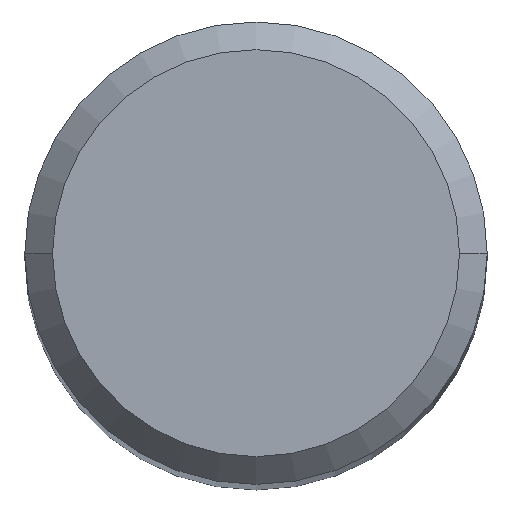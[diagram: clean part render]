
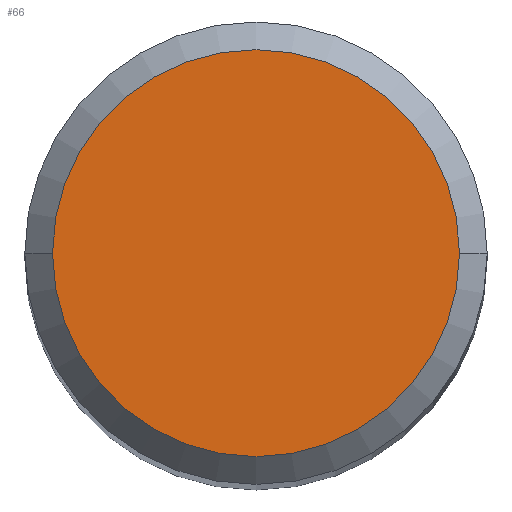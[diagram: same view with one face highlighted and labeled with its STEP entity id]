
A CAD part, top view. The second image highlights one B-rep face of the part: STEP entity #66.
In plain terms, the highlighted planar face has unit normal (0, 0, 1).
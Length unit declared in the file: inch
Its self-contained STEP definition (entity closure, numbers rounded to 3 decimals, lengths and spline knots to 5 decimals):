
#2 = AXIS2_PLACEMENT_3D ( 'NONE', #268, #136, #183 ) ;
#8 = VERTEX_POINT ( 'NONE', #187 ) ;
#12 = ORIENTED_EDGE ( 'NONE', *, *, #61, .T. ) ;
#17 = FACE_OUTER_BOUND ( 'NONE', #158, .T. ) ;
#54 = CARTESIAN_POINT ( 'NONE',  ( 0.11, 0., 2.5 ) ) ;
#57 = DIRECTION ( 'NONE',  ( 0., 0., 1. ) ) ;
#61 = EDGE_CURVE ( 'NONE', #282, #8, #155, .T. ) ;
#66 = ADVANCED_FACE ( 'NONE', ( #17 ), #234, .T. ) ;
#125 = EDGE_CURVE ( 'NONE', #8, #282, #214, .T. ) ;
#136 = DIRECTION ( 'NONE',  ( 0., 0., 1. ) ) ;
#139 = AXIS2_PLACEMENT_3D ( 'NONE', #172, #57, #318 ) ;
#155 = CIRCLE ( 'NONE', #2, 0.11 ) ;
#158 = EDGE_LOOP ( 'NONE', ( #231, #12 ) ) ;
#162 = DIRECTION ( 'NONE',  ( 1., 0., 0. ) ) ;
#172 = CARTESIAN_POINT ( 'NONE',  ( 0., 0., 2.5 ) ) ;
#183 = DIRECTION ( 'NONE',  ( 1., 0., 0. ) ) ;
#186 = AXIS2_PLACEMENT_3D ( 'NONE', #291, #314, #162 ) ;
#187 = CARTESIAN_POINT ( 'NONE',  ( -0.11, 0., 2.5 ) ) ;
#214 = CIRCLE ( 'NONE', #139, 0.11 ) ;
#231 = ORIENTED_EDGE ( 'NONE', *, *, #125, .T. ) ;
#234 = PLANE ( 'NONE',  #186 ) ;
#268 = CARTESIAN_POINT ( 'NONE',  ( 0., 0., 2.5 ) ) ;
#282 = VERTEX_POINT ( 'NONE', #54 ) ;
#291 = CARTESIAN_POINT ( 'NONE',  ( 0., 0., 2.5 ) ) ;
#314 = DIRECTION ( 'NONE',  ( 0., 0., 1. ) ) ;
#318 = DIRECTION ( 'NONE',  ( 1., 0., 0. ) ) ;
